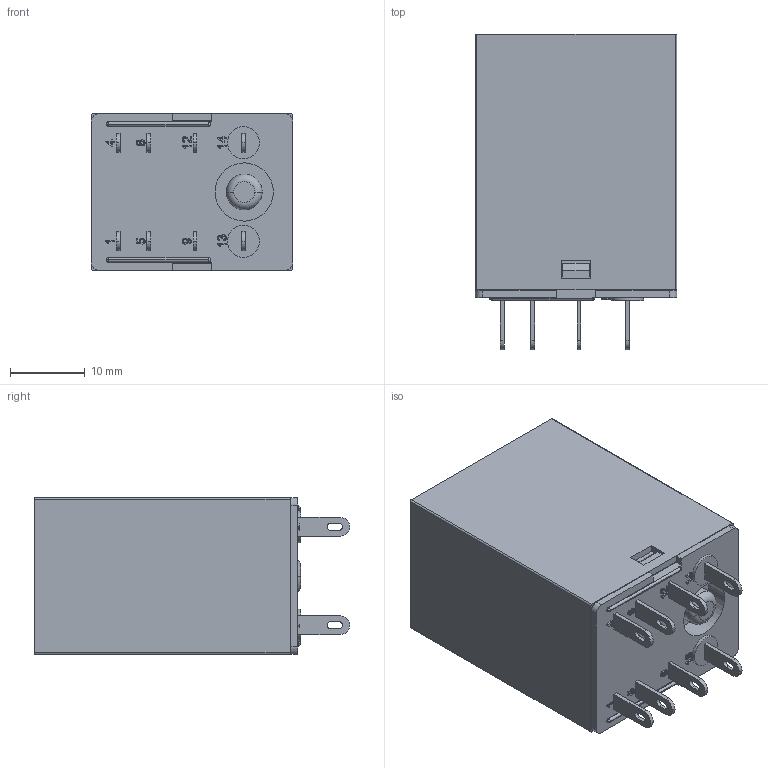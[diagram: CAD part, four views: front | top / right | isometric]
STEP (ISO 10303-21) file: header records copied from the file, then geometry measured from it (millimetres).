
FILE_DESCRIPTION (( 'STEP AP214' ), '1' );
FILE_NAME ('RN2S-(S)[C][N]_[L][F]-###.STEP', '2020-12-08T04:26:15', ( '' ), ( '' ), 'SwSTEP 2.0', 'SolidWorks 2019', '' );
FILE_SCHEMA (( 'AUTOMOTIVE_DESIGN' ));
Length unit declared in the file: millimetre
Products named in the file (3): RN2S-(S)[C][N]_[L][F]-###; RN2S-BASE_蹬怮椔; RN-CASE_蹬怮椔
Assembly tree (2 placements, depth 2):
  RN2S-(S)[C][N]_[L][F]-###
    RN2S-BASE_蹬怮椔
    RN-CASE_蹬怮椔
Bounding box: 27 x 42.3 x 21 mm (x, y, z)
Volume: 6109.7 mm3; surface area: 9447.4 mm2
Topology: 2 solids, 2 shells, 396 faces, 1045 edges, 679 vertices
Faces by surface type: plane 228, cylinder 81, bspline 79, sphere 6, torus 2
Entity records: 16072 total; most frequent: CARTESIAN_POINT 6547, ORIENTED_EDGE 2074, DIRECTION 1676, EDGE_CURVE 1037, LINE 716, VECTOR 716, VERTEX_POINT 679, AXIS2_PLACEMENT_3D 480
